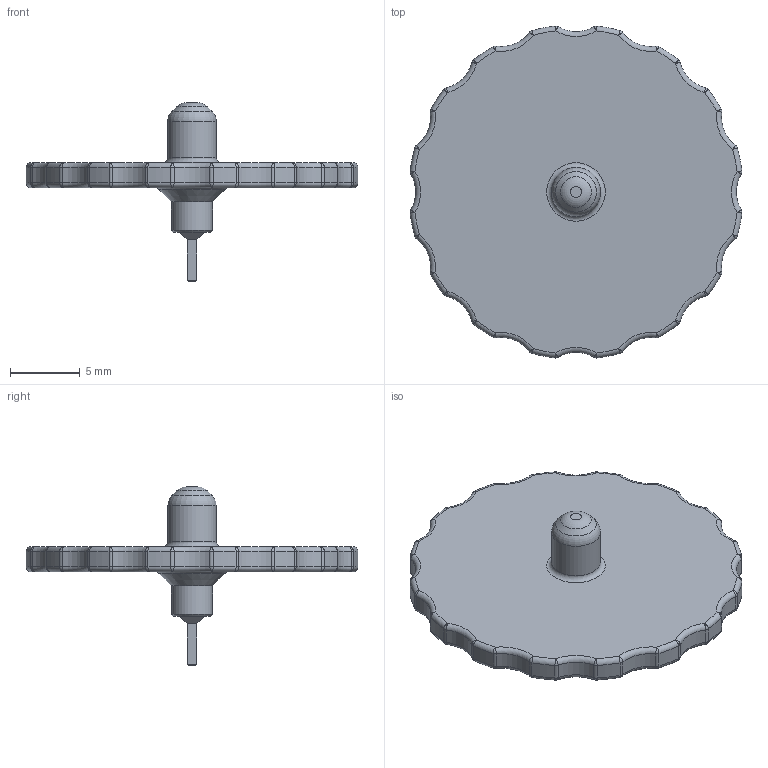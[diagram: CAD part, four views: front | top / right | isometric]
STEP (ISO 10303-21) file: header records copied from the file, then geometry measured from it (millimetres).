
FILE_DESCRIPTION(/* description */ ('STEP AP242','CAx-IF Rec.Pracs.---Representation and Presentation of Product Manufacturing Information (PMI)---4.0---2014-10-13','CAx-IF Rec.Pracs.---3D Tessellated Geometry---0.4---2014-09-14','2;1'),/* implementation_level */ '2;1');
FILE_NAME(/* name */ '68976c16808a3b733bbd4a69',/* time_stamp */ '2025-08-09T15:41:11Z',/* author */ (''),/* organization */ (''),/* preprocessor_version */ 'ST-DEVELOPER v20',/* originating_system */ 'ONSHAPE BY PTC INC, 1.202',/* authorisation */ ' ');
FILE_SCHEMA (('AP242_MANAGED_MODEL_BASED_3D_ENGINEERING_MIM_LF { 1 0 10303 442 1 1 4 }'));
Length unit declared in the file: metre
Products named in the file (1): Part 30
Bounding box: 23.81 x 23.81 x 12.8 mm (x, y, z)
Volume: 850.3 mm3; surface area: 1062.4 mm2
Topology: 1 solids, 1 shells, 218 faces, 498 edges, 221 vertices
Faces by surface type: torus 68, cylinder 66, sphere 64, plane 17, cone 3
Full cylindrical faces by diameter (mm): 2.95 x1, 3.5 x1
Entity records: 5528 total; most frequent: DIRECTION 1192, CARTESIAN_POINT 861, ORIENTED_EDGE 846, AXIS2_PLACEMENT_3D 550, EDGE_CURVE 423, CIRCLE 331, EDGE_LOOP 230, FACE_BOUND 230
